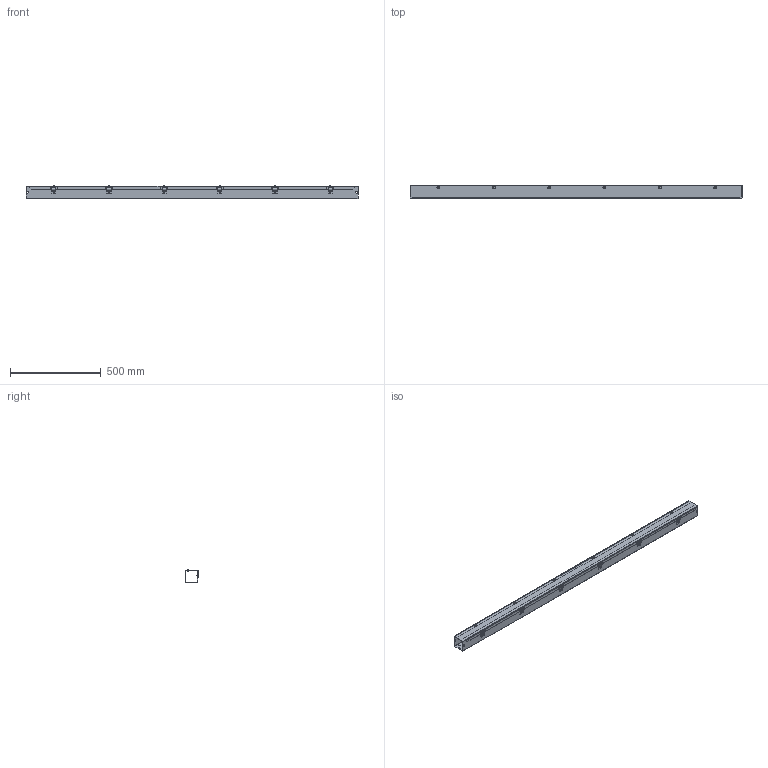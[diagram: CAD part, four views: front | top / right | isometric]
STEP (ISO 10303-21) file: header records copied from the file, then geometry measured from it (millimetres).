
FILE_DESCRIPTION(/* description */ ('HS, NK, BLR 2.5X2.5X72'),/* implementation_level */ '2;1');
FILE_NAME(/* name */ 'HS226NK.stp',/* time_stamp */ '2017-06-22T19:34:26+05:00',/* author */ ('vdas'),/* organization */ (''),/* preprocessor_version */ 'ST-DEVELOPER v16.1',/* originating_system */ 'Autodesk Inventor 2016',/* authorisation */ '');
FILE_SCHEMA (('AUTOMOTIVE_DESIGN { 1 0 10303 214 3 1 1 }'));
Length unit declared in the file: inch
Products named in the file (5): HS226NKBLR; HS226NKLID; 372141; 31816; HS226NK
Assembly tree (20 placements, depth 2):
  HS226NK
    HS226NKBLR
    HS226NKLID
    372141  x12
    31816  x6
Bounding box: 1828.8 x 76.64 x 71.69 mm (x, y, z)
Volume: 952329 mm3; surface area: 1215769.9 mm2
Topology: 20 solids, 20 shells, 1383 faces, 3403 edges, 2072 vertices
Faces by surface type: plane 619, cone 324, cylinder 268, torus 156, bspline 16
Full cylindrical faces by diameter (mm): 4.089 x12, 4.595 x96, 6.35 x4, 7.938 x12
Entity records: 11958 total; most frequent: CARTESIAN_POINT 2480, DIRECTION 1839, ORIENTED_EDGE 1818, EDGE_CURVE 909, LINE 633, VECTOR 633, VERTEX_POINT 614, AXIS2_PLACEMENT_3D 603
